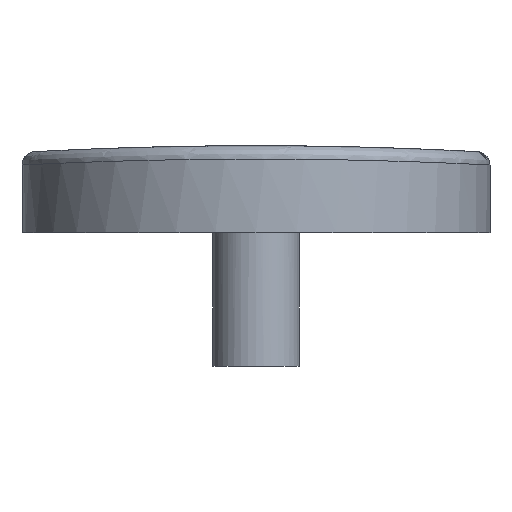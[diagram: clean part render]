
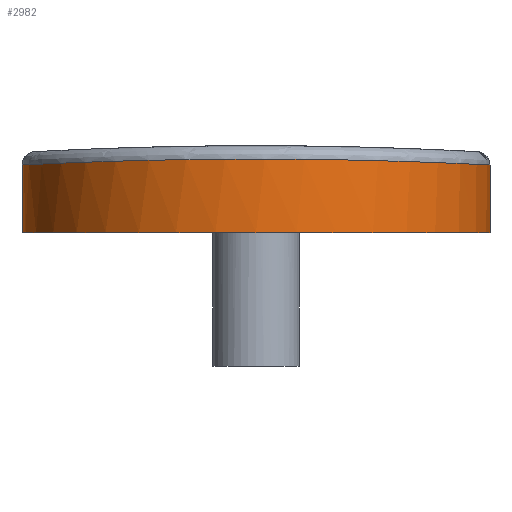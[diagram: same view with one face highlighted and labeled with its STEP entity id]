
A CAD part, front view. The second image highlights one B-rep face of the part: STEP entity #2982.
In plain terms, the highlighted cylindrical face has radius 17.5 mm (diameter 35 mm), a partial arc.
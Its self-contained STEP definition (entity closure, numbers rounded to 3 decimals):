
#81 = VERTEX_POINT ( 'NONE', #1621 ) ;
#108 = CARTESIAN_POINT ( 'NONE',  ( 4.544, -95.409, 5.47 ) ) ;
#173 = CARTESIAN_POINT ( 'NONE',  ( 5.64, -95.076, 5.454 ) ) ;
#249 = CARTESIAN_POINT ( 'NONE',  ( 16.581, -84.124, 5.1 ) ) ;
#283 = DIRECTION ( 'NONE',  ( 0., 0., -1. ) ) ;
#416 = ORIENTED_EDGE ( 'NONE', *, *, #2033, .F. ) ;
#514 = VERTEX_POINT ( 'NONE', #2826 ) ;
#545 = AXIS2_PLACEMENT_3D ( 'NONE', #2621, #2672, #4612 ) ;
#574 = CARTESIAN_POINT ( 'NONE',  ( 13.163, -90.047, 5.248 ) ) ;
#654 = CYLINDRICAL_SURFACE ( 'NONE', #4214, 17.5 ) ;
#732 = EDGE_CURVE ( 'NONE', #2471, #3060, #3182, .T. ) ;
#745 = DIRECTION ( 'NONE',  ( 0., 0., 1. ) ) ;
#932 = LINE ( 'NONE', #2005, #3254 ) ;
#951 = CARTESIAN_POINT ( 'NONE',  ( 13.894, -89.155, 5.219 ) ) ;
#952 = ORIENTED_EDGE ( 'NONE', *, *, #732, .F. ) ;
#1083 = CARTESIAN_POINT ( 'NONE',  ( -17.5, -79.656, 5.054 ) ) ;
#1131 = DIRECTION ( 'NONE',  ( 0., 0., -1. ) ) ;
#1133 = LINE ( 'NONE', #1383, #3455 ) ;
#1213 = CARTESIAN_POINT ( 'NONE',  ( -4.533, -95.441, 5.472 ) ) ;
#1234 = B_SPLINE_CURVE_WITH_KNOTS ( 'NONE', 3,
 ( #2965, #1807, #4136, #1391, #2942, #249, #2567, #2133, #4461, #1720, #951, #574, #2517, #4806, #4442, #4078, #3671, #3272, #2876, #173, #108, #4347, #3983, #3577, #3163, #2796, #2406, #1995, #1213, #3147, #2768, #2385, #4682, #4634, #1932, #1530, #3891, #3090, #2317, #3851, #3456, #2670, #3035, #2262, #1465, #1083, #2612 ),
 .UNSPECIFIED., .F., .F.,
 ( 4, 2, 2, 2, 2, 2, 2, 2, 2, 1, 2, 2, 2, 2, 2, 2, 2, 2, 2, 2, 2, 2, 2, 4 ),
 ( 0., 0.003, 0.005, 0.007, 0.01, 0.012, 0.014, 0.017, 0.019, 0.021, 0.022, 0.024, 0.027, 0.029, 0.031, 0.034, 0.036, 0.038, 0.041, 0.044, 0.046, 0.048, 0.051, 0.055 ),
 .UNSPECIFIED. ) ;
#1383 = CARTESIAN_POINT ( 'NONE',  ( 17.5, -78.5, 6.5 ) ) ;
#1391 = CARTESIAN_POINT ( 'NONE',  ( 17.053, -82.471, 5.077 ) ) ;
#1465 = CARTESIAN_POINT ( 'NONE',  ( -17.384, -80.813, 5.06 ) ) ;
#1530 = CARTESIAN_POINT ( 'NONE',  ( -11.548, -91.699, 5.307 ) ) ;
#1548 = FACE_OUTER_BOUND ( 'NONE', #4290, .T. ) ;
#1600 = DIRECTION ( 'NONE',  ( -1., 0., 0. ) ) ;
#1621 = CARTESIAN_POINT ( 'NONE',  ( -17.5, -78.5, 5.054 ) ) ;
#1700 = ORIENTED_EDGE ( 'NONE', *, *, #4045, .T. ) ;
#1720 = CARTESIAN_POINT ( 'NONE',  ( 14.238, -88.692, 5.205 ) ) ;
#1807 = CARTESIAN_POINT ( 'NONE',  ( 17.5, -79.656, 5.054 ) ) ;
#1932 = CARTESIAN_POINT ( 'NONE',  ( -10.664, -92.422, 5.336 ) ) ;
#1995 = CARTESIAN_POINT ( 'NONE',  ( -2.85, -95.776, 5.489 ) ) ;
#2005 = CARTESIAN_POINT ( 'NONE',  ( -17.5, -78.5, 6.5 ) ) ;
#2033 = EDGE_CURVE ( 'NONE', #3060, #81, #932, .T. ) ;
#2133 = CARTESIAN_POINT ( 'NONE',  ( 15.727, -86.26, 5.14 ) ) ;
#2262 = CARTESIAN_POINT ( 'NONE',  ( -16.935, -83.055, 5.082 ) ) ;
#2317 = CARTESIAN_POINT ( 'NONE',  ( -14.859, -87.762, 5.179 ) ) ;
#2385 = CARTESIAN_POINT ( 'NONE',  ( -7.738, -94.207, 5.413 ) ) ;
#2406 = CARTESIAN_POINT ( 'NONE',  ( -2.278, -95.861, 5.493 ) ) ;
#2471 = VERTEX_POINT ( 'NONE', #3336 ) ;
#2517 = CARTESIAN_POINT ( 'NONE',  ( 12.778, -90.471, 5.263 ) ) ;
#2567 = CARTESIAN_POINT ( 'NONE',  ( 16.386, -84.671, 5.109 ) ) ;
#2612 = CARTESIAN_POINT ( 'NONE',  ( -17.5, -78.5, 5.054 ) ) ;
#2621 = CARTESIAN_POINT ( 'NONE',  ( 0., -78.5, 0. ) ) ;
#2670 = CARTESIAN_POINT ( 'NONE',  ( -15.944, -85.736, 5.13 ) ) ;
#2672 = DIRECTION ( 'NONE',  ( 0., 0., -1. ) ) ;
#2768 = CARTESIAN_POINT ( 'NONE',  ( -7.213, -94.455, 5.425 ) ) ;
#2796 = CARTESIAN_POINT ( 'NONE',  ( -1.131, -95.973, 5.499 ) ) ;
#2826 = CARTESIAN_POINT ( 'NONE',  ( 17.5, -78.5, 5.054 ) ) ;
#2876 = CARTESIAN_POINT ( 'NONE',  ( 6.714, -94.691, 5.436 ) ) ;
#2942 = CARTESIAN_POINT ( 'NONE',  ( 16.915, -83.025, 5.083 ) ) ;
#2965 = CARTESIAN_POINT ( 'NONE',  ( 17.5, -78.5, 5.054 ) ) ;
#2982 = ADVANCED_FACE ( 'NONE', ( #1548 ), #654, .T. ) ;
#3035 = CARTESIAN_POINT ( 'NONE',  ( -16.604, -84.146, 5.099 ) ) ;
#3060 = VERTEX_POINT ( 'NONE', #4056 ) ;
#3090 = CARTESIAN_POINT ( 'NONE',  ( -13.908, -89.182, 5.219 ) ) ;
#3147 = CARTESIAN_POINT ( 'NONE',  ( -5.624, -95.111, 5.456 ) ) ;
#3163 = CARTESIAN_POINT ( 'NONE',  ( -0.559, -96., 5.5 ) ) ;
#3182 = CIRCLE ( 'NONE', #545, 17.5 ) ;
#3230 = EDGE_CURVE ( 'NONE', #514, #2471, #1133, .T. ) ;
#3254 = VECTOR ( 'NONE', #745, 1000. ) ;
#3272 = CARTESIAN_POINT ( 'NONE',  ( 7.745, -94.203, 5.413 ) ) ;
#3336 = CARTESIAN_POINT ( 'NONE',  ( 17.5, -78.5, 0. ) ) ;
#3455 = VECTOR ( 'NONE', #1131, 1000. ) ;
#3456 = CARTESIAN_POINT ( 'NONE',  ( -15.696, -86.26, 5.141 ) ) ;
#3577 = CARTESIAN_POINT ( 'NONE',  ( 1.153, -95.999, 5.5 ) ) ;
#3671 = CARTESIAN_POINT ( 'NONE',  ( 8.755, -93.663, 5.389 ) ) ;
#3673 = ORIENTED_EDGE ( 'NONE', *, *, #3230, .F. ) ;
#3851 = CARTESIAN_POINT ( 'NONE',  ( -15.154, -87.272, 5.166 ) ) ;
#3891 = CARTESIAN_POINT ( 'NONE',  ( -13.183, -90.067, 5.248 ) ) ;
#3969 = CARTESIAN_POINT ( 'NONE',  ( 0., -78.5, 0. ) ) ;
#3983 = CARTESIAN_POINT ( 'NONE',  ( 2.289, -95.888, 5.494 ) ) ;
#4045 = EDGE_CURVE ( 'NONE', #514, #81, #1234, .T. ) ;
#4056 = CARTESIAN_POINT ( 'NONE',  ( -17.5, -78.5, 0. ) ) ;
#4078 = CARTESIAN_POINT ( 'NONE',  ( 9.252, -93.365, 5.376 ) ) ;
#4136 = CARTESIAN_POINT ( 'NONE',  ( 17.387, -80.793, 5.06 ) ) ;
#4214 = AXIS2_PLACEMENT_3D ( 'NONE', #3969, #283, #1600 ) ;
#4290 = EDGE_LOOP ( 'NONE', ( #3673, #1700, #416, #952 ) ) ;
#4347 = CARTESIAN_POINT ( 'NONE',  ( 3.983, -95.55, 5.477 ) ) ;
#4442 = CARTESIAN_POINT ( 'NONE',  ( 10.686, -92.406, 5.335 ) ) ;
#4461 = CARTESIAN_POINT ( 'NONE',  ( 15.19, -87.265, 5.165 ) ) ;
#4612 = DIRECTION ( 'NONE',  ( -1., 0., 0. ) ) ;
#4634 = CARTESIAN_POINT ( 'NONE',  ( -9.242, -93.372, 5.376 ) ) ;
#4682 = CARTESIAN_POINT ( 'NONE',  ( -8.752, -93.665, 5.389 ) ) ;
#4806 = CARTESIAN_POINT ( 'NONE',  ( 11.567, -91.682, 5.306 ) ) ;
